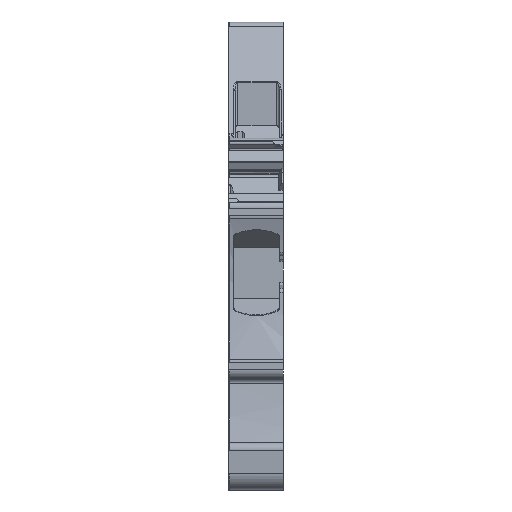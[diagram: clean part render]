
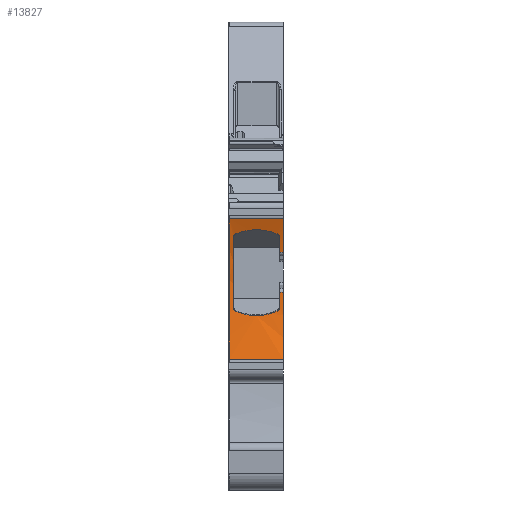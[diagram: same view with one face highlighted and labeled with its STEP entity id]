
A CAD part, front view. The second image highlights one B-rep face of the part: STEP entity #13827.
In plain terms, the highlighted cylindrical face has radius 22.253 mm (diameter 44.507 mm), a partial arc.
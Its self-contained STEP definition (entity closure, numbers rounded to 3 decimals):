
#13699=AXIS2_PLACEMENT_3D('Cylinder Axis2P3D',#13696,#13697,#13698) ;
#13710=AXIS2_PLACEMENT_3D('Circle Axis2P3D',#13708,#13709,$) ;
#13724=AXIS2_PLACEMENT_3D('Circle Axis2P3D',#13722,#13723,$) ;
#13758=AXIS2_PLACEMENT_3D('Circle Axis2P3D',#13756,#13757,$) ;
#13792=AXIS2_PLACEMENT_3D('Circle Axis2P3D',#13790,#13791,$) ;
#13806=AXIS2_PLACEMENT_3D('Circle Axis2P3D',#13804,#13805,$) ;
#4075=CARTESIAN_POINT('Vertex',(0.05,1.593,30.345)) ;
#4117=CARTESIAN_POINT('Vertex',(0.05,1.593,14.619)) ;
#4123=CARTESIAN_POINT('Control Point',(0.05,1.593,30.345)) ;
#4124=CARTESIAN_POINT('Control Point',(0.05,2.729,27.338)) ;
#4125=CARTESIAN_POINT('Control Point',(0.05,3.322,24.123)) ;
#4126=CARTESIAN_POINT('Control Point',(0.05,3.322,20.84)) ;
#4127=CARTESIAN_POINT('Control Point',(0.05,2.729,17.626)) ;
#4128=CARTESIAN_POINT('Control Point',(0.05,1.593,14.619)) ;
#13677=CARTESIAN_POINT('Line Origine',(3.05,1.593,30.345)) ;
#13681=CARTESIAN_POINT('Vertex',(6.1,1.593,30.345)) ;
#13696=CARTESIAN_POINT('Axis2P3D Location',(3.05,-19.225,22.482)) ;
#13701=CARTESIAN_POINT('Line Origine',(3.05,1.593,14.619)) ;
#13705=CARTESIAN_POINT('Vertex',(6.1,1.593,14.619)) ;
#13708=CARTESIAN_POINT('Axis2P3D Location',(6.1,-19.225,22.482)) ;
#13712=CARTESIAN_POINT('Vertex',(6.1,3.026,22.121)) ;
#13715=CARTESIAN_POINT('Line Origine',(3.05,3.026,22.121)) ;
#13719=CARTESIAN_POINT('Vertex',(5.7,3.026,22.121)) ;
#13722=CARTESIAN_POINT('Axis2P3D Location',(5.7,-19.225,22.482)) ;
#13726=CARTESIAN_POINT('Vertex',(5.7,2.937,20.47)) ;
#13730=CARTESIAN_POINT('Control Point',(5.402,2.891,20.012)) ;
#13731=CARTESIAN_POINT('Control Point',(5.534,2.898,20.07)) ;
#13732=CARTESIAN_POINT('Control Point',(5.644,2.91,20.18)) ;
#13733=CARTESIAN_POINT('Control Point',(5.7,2.924,20.325)) ;
#13734=CARTESIAN_POINT('Control Point',(5.7,2.937,20.47)) ;
#13735=CARTESIAN_POINT('Vertex',(5.402,2.891,20.012)) ;
#13739=CARTESIAN_POINT('Control Point',(0.798,2.891,20.012)) ;
#13740=CARTESIAN_POINT('Control Point',(1.881,2.838,19.533)) ;
#13741=CARTESIAN_POINT('Control Point',(3.1,2.803,19.353)) ;
#13742=CARTESIAN_POINT('Control Point',(4.319,2.838,19.533)) ;
#13743=CARTESIAN_POINT('Control Point',(5.402,2.891,20.012)) ;
#13744=CARTESIAN_POINT('Vertex',(0.798,2.891,20.012)) ;
#13748=CARTESIAN_POINT('Control Point',(0.798,2.891,20.012)) ;
#13749=CARTESIAN_POINT('Control Point',(0.666,2.898,20.07)) ;
#13750=CARTESIAN_POINT('Control Point',(0.556,2.91,20.18)) ;
#13751=CARTESIAN_POINT('Control Point',(0.5,2.924,20.325)) ;
#13752=CARTESIAN_POINT('Control Point',(0.5,2.937,20.47)) ;
#13753=CARTESIAN_POINT('Vertex',(0.5,2.937,20.47)) ;
#13756=CARTESIAN_POINT('Axis2P3D Location',(0.5,-19.225,22.482)) ;
#13760=CARTESIAN_POINT('Vertex',(0.5,2.28,28.207)) ;
#13764=CARTESIAN_POINT('Control Point',(0.798,2.152,28.665)) ;
#13765=CARTESIAN_POINT('Control Point',(0.664,2.17,28.605)) ;
#13766=CARTESIAN_POINT('Control Point',(0.554,2.202,28.493)) ;
#13767=CARTESIAN_POINT('Control Point',(0.5,2.241,28.35)) ;
#13768=CARTESIAN_POINT('Control Point',(0.5,2.28,28.207)) ;
#13769=CARTESIAN_POINT('Vertex',(0.798,2.152,28.665)) ;
#13773=CARTESIAN_POINT('Control Point',(5.402,2.152,28.665)) ;
#13774=CARTESIAN_POINT('Control Point',(4.323,2.015,29.141)) ;
#13775=CARTESIAN_POINT('Control Point',(3.1,1.946,29.324)) ;
#13776=CARTESIAN_POINT('Control Point',(1.877,2.015,29.141)) ;
#13777=CARTESIAN_POINT('Control Point',(0.798,2.152,28.665)) ;
#13778=CARTESIAN_POINT('Vertex',(5.402,2.152,28.665)) ;
#13782=CARTESIAN_POINT('Control Point',(5.402,2.152,28.665)) ;
#13783=CARTESIAN_POINT('Control Point',(5.536,2.17,28.605)) ;
#13784=CARTESIAN_POINT('Control Point',(5.646,2.202,28.493)) ;
#13785=CARTESIAN_POINT('Control Point',(5.7,2.241,28.35)) ;
#13786=CARTESIAN_POINT('Control Point',(5.7,2.28,28.207)) ;
#13787=CARTESIAN_POINT('Vertex',(5.7,2.28,28.207)) ;
#13790=CARTESIAN_POINT('Axis2P3D Location',(5.7,-19.225,22.482)) ;
#13794=CARTESIAN_POINT('Vertex',(5.7,2.642,26.614)) ;
#13797=CARTESIAN_POINT('Line Origine',(3.05,2.642,26.614)) ;
#13801=CARTESIAN_POINT('Vertex',(6.1,2.642,26.614)) ;
#13804=CARTESIAN_POINT('Axis2P3D Location',(6.1,-19.225,22.482)) ;
#13678=DIRECTION('Vector Direction',(1.,0.,0.)) ;
#13697=DIRECTION('Axis2P3D Direction',(1.,0.,0.)) ;
#13698=DIRECTION('Axis2P3D XDirection',(0.,0.935,-0.353)) ;
#13702=DIRECTION('Vector Direction',(1.,0.,0.)) ;
#13709=DIRECTION('Axis2P3D Direction',(1.,0.,0.)) ;
#13716=DIRECTION('Vector Direction',(1.,0.,0.)) ;
#13723=DIRECTION('Axis2P3D Direction',(1.,0.,0.)) ;
#13757=DIRECTION('Axis2P3D Direction',(1.,0.,0.)) ;
#13791=DIRECTION('Axis2P3D Direction',(1.,0.,0.)) ;
#13798=DIRECTION('Vector Direction',(1.,0.,0.)) ;
#13805=DIRECTION('Axis2P3D Direction',(1.,0.,0.)) ;
#13679=VECTOR('Line Direction',#13678,1.) ;
#13703=VECTOR('Line Direction',#13702,1.) ;
#13717=VECTOR('Line Direction',#13716,1.) ;
#13799=VECTOR('Line Direction',#13798,1.) ;
#13810=ORIENTED_EDGE('',*,*,#4129,.F.) ;
#13811=ORIENTED_EDGE('',*,*,#13707,.T.) ;
#13812=ORIENTED_EDGE('',*,*,#13714,.T.) ;
#13813=ORIENTED_EDGE('',*,*,#13721,.F.) ;
#13814=ORIENTED_EDGE('',*,*,#13728,.T.) ;
#13815=ORIENTED_EDGE('',*,*,#13737,.F.) ;
#13816=ORIENTED_EDGE('',*,*,#13746,.F.) ;
#13817=ORIENTED_EDGE('',*,*,#13755,.T.) ;
#13818=ORIENTED_EDGE('',*,*,#13762,.T.) ;
#13819=ORIENTED_EDGE('',*,*,#13771,.F.) ;
#13820=ORIENTED_EDGE('',*,*,#13780,.F.) ;
#13821=ORIENTED_EDGE('',*,*,#13789,.T.) ;
#13822=ORIENTED_EDGE('',*,*,#13796,.T.) ;
#13823=ORIENTED_EDGE('',*,*,#13803,.T.) ;
#13824=ORIENTED_EDGE('',*,*,#13808,.T.) ;
#13825=ORIENTED_EDGE('',*,*,#13683,.F.) ;
#13827=ADVANCED_FACE('MLD\\MLD_AL3C_4',(#13826),#13700,.F.) ;
#4122=B_SPLINE_CURVE_WITH_KNOTS('',5,(#4123,#4124,#4125,#4126,#4127,#4128),.UNSPECIFIED.,.F.,.U.,(6,6),(121.724,137.797),.UNSPECIFIED.) ;
#13729=B_SPLINE_CURVE_WITH_KNOTS('',4,(#13730,#13731,#13732,#13733,#13734),.UNSPECIFIED.,.F.,.U.,(5,5),(0.,0.82),.UNSPECIFIED.) ;
#13738=B_SPLINE_CURVE_WITH_KNOTS('',4,(#13739,#13740,#13741,#13742,#13743),.UNSPECIFIED.,.F.,.U.,(5,5),(0.,6.705),.UNSPECIFIED.) ;
#13747=B_SPLINE_CURVE_WITH_KNOTS('',4,(#13748,#13749,#13750,#13751,#13752),.UNSPECIFIED.,.F.,.U.,(5,5),(0.,0.82),.UNSPECIFIED.) ;
#13763=B_SPLINE_CURVE_WITH_KNOTS('',4,(#13764,#13765,#13766,#13767,#13768),.UNSPECIFIED.,.F.,.U.,(5,5),(0.,0.837),.UNSPECIFIED.) ;
#13772=B_SPLINE_CURVE_WITH_KNOTS('',4,(#13773,#13774,#13775,#13776,#13777),.UNSPECIFIED.,.F.,.U.,(5,5),(0.,6.719),.UNSPECIFIED.) ;
#13781=B_SPLINE_CURVE_WITH_KNOTS('',4,(#13782,#13783,#13784,#13785,#13786),.UNSPECIFIED.,.F.,.U.,(5,5),(0.,0.837),.UNSPECIFIED.) ;
#13711=CIRCLE('generated circle',#13710,22.253) ;
#13725=CIRCLE('generated circle',#13724,22.253) ;
#13759=CIRCLE('generated circle',#13758,22.253) ;
#13793=CIRCLE('generated circle',#13792,22.253) ;
#13807=CIRCLE('generated circle',#13806,22.253) ;
#13700=CYLINDRICAL_SURFACE('generated cylinder',#13699,22.253) ;
#4129=EDGE_CURVE('',#4118,#4076,#4122,.F.) ;
#13683=EDGE_CURVE('',#4076,#13682,#13680,.T.) ;
#13707=EDGE_CURVE('',#4118,#13706,#13704,.T.) ;
#13714=EDGE_CURVE('',#13706,#13713,#13711,.T.) ;
#13721=EDGE_CURVE('',#13720,#13713,#13718,.T.) ;
#13728=EDGE_CURVE('',#13720,#13727,#13725,.F.) ;
#13737=EDGE_CURVE('',#13736,#13727,#13729,.T.) ;
#13746=EDGE_CURVE('',#13745,#13736,#13738,.T.) ;
#13755=EDGE_CURVE('',#13745,#13754,#13747,.T.) ;
#13762=EDGE_CURVE('',#13754,#13761,#13759,.T.) ;
#13771=EDGE_CURVE('',#13770,#13761,#13763,.T.) ;
#13780=EDGE_CURVE('',#13779,#13770,#13772,.T.) ;
#13789=EDGE_CURVE('',#13779,#13788,#13781,.T.) ;
#13796=EDGE_CURVE('',#13788,#13795,#13793,.F.) ;
#13803=EDGE_CURVE('',#13795,#13802,#13800,.T.) ;
#13808=EDGE_CURVE('',#13802,#13682,#13807,.T.) ;
#13809=EDGE_LOOP('',(#13810,#13811,#13812,#13813,#13814,#13815,#13816,#13817,#13818,#13819,#13820,#13821,#13822,#13823,#13824,#13825)) ;
#13826=FACE_OUTER_BOUND('',#13809,.T.) ;
#13680=LINE('Line',#13677,#13679) ;
#13704=LINE('Line',#13701,#13703) ;
#13718=LINE('Line',#13715,#13717) ;
#13800=LINE('Line',#13797,#13799) ;
#4076=VERTEX_POINT('',#4075) ;
#4118=VERTEX_POINT('',#4117) ;
#13682=VERTEX_POINT('',#13681) ;
#13706=VERTEX_POINT('',#13705) ;
#13713=VERTEX_POINT('',#13712) ;
#13720=VERTEX_POINT('',#13719) ;
#13727=VERTEX_POINT('',#13726) ;
#13736=VERTEX_POINT('',#13735) ;
#13745=VERTEX_POINT('',#13744) ;
#13754=VERTEX_POINT('',#13753) ;
#13761=VERTEX_POINT('',#13760) ;
#13770=VERTEX_POINT('',#13769) ;
#13779=VERTEX_POINT('',#13778) ;
#13788=VERTEX_POINT('',#13787) ;
#13795=VERTEX_POINT('',#13794) ;
#13802=VERTEX_POINT('',#13801) ;
